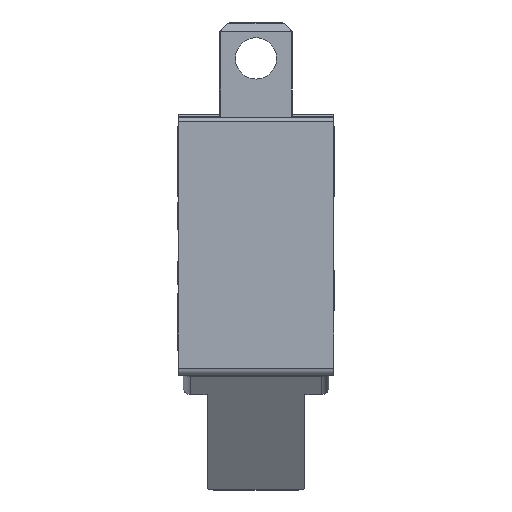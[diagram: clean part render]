
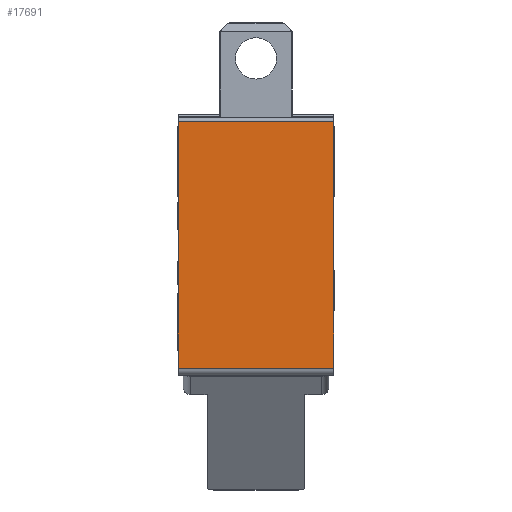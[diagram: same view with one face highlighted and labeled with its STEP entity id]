
A CAD part, left-side view. The second image highlights one B-rep face of the part: STEP entity #17691.
In plain terms, the highlighted planar face has unit normal (-1, 0, 0).
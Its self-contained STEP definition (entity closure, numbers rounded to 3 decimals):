
#2337=PLANE('',#18132);
#3232=FACE_OUTER_BOUND('',#4252,.T.);
#4252=EDGE_LOOP('',(#16201,#16202,#16203,#16204));
#4395=LINE('',#20811,#5697);
#5272=LINE('',#32446,#6574);
#5490=LINE('',#35683,#6792);
#5491=LINE('',#35685,#6793);
#5697=VECTOR('',#18396,10.);
#6574=VECTOR('',#19695,10.);
#6792=VECTOR('',#20031,10.);
#6793=VECTOR('',#20034,10.);
#7028=VERTEX_POINT('',#20808);
#7029=VERTEX_POINT('',#20810);
#8275=VERTEX_POINT('',#32443);
#8276=VERTEX_POINT('',#32445);
#8805=EDGE_CURVE('',#7028,#7029,#4395,.T.);
#10650=EDGE_CURVE('',#8276,#8275,#5272,.T.);
#11143=EDGE_CURVE('',#8276,#7028,#5490,.T.);
#11144=EDGE_CURVE('',#7029,#8275,#5491,.T.);
#16201=ORIENTED_EDGE('',*,*,#11143,.F.);
#16202=ORIENTED_EDGE('',*,*,#10650,.T.);
#16203=ORIENTED_EDGE('',*,*,#11144,.F.);
#16204=ORIENTED_EDGE('',*,*,#8805,.F.);
#17691=ADVANCED_FACE('',(#3232),#2337,.T.);
#18132=AXIS2_PLACEMENT_3D('',#35716,#20080,#20081);
#18396=DIRECTION('',(0.,0.,1.));
#19695=DIRECTION('',(0.,0.,1.));
#20031=DIRECTION('',(0.,1.,0.));
#20034=DIRECTION('',(0.,-1.,0.));
#20080=DIRECTION('center_axis',(-1.,0.,0.));
#20081=DIRECTION('ref_axis',(0.,0.,1.));
#20808=CARTESIAN_POINT('',(0.,6.4,-0.45));
#20810=CARTESIAN_POINT('',(0.,6.4,9.7));
#20811=CARTESIAN_POINT('',(0.,6.4,-0.75));
#32443=CARTESIAN_POINT('',(0.,0.,9.7));
#32445=CARTESIAN_POINT('',(0.,0.,-0.45));
#32446=CARTESIAN_POINT('',(0.,0.,-0.75));
#35683=CARTESIAN_POINT('',(0.,0.,-0.45));
#35685=CARTESIAN_POINT('',(0.,0.,9.7));
#35716=CARTESIAN_POINT('Origin',(0.,0.,-0.75));
